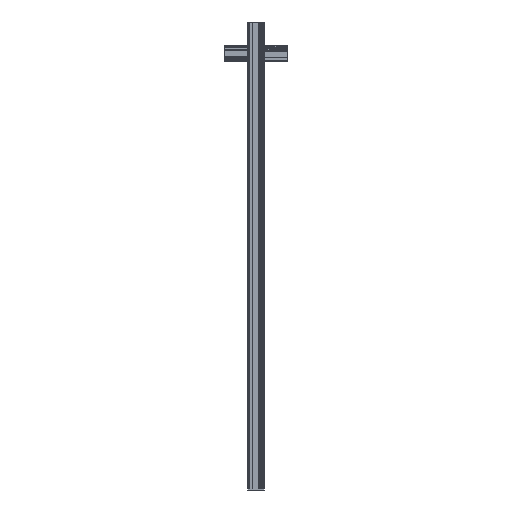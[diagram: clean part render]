
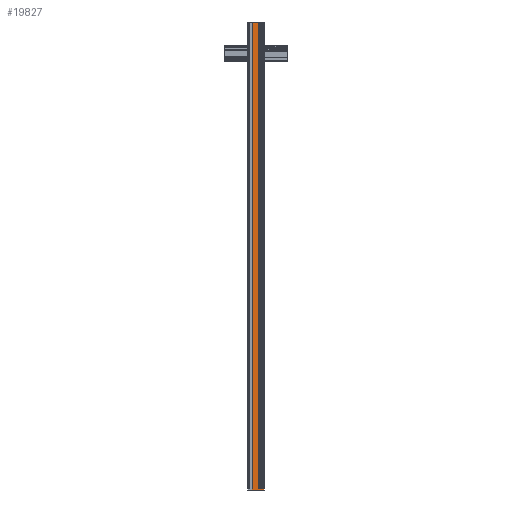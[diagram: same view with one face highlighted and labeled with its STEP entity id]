
A CAD part, left-side view. The second image highlights one B-rep face of the part: STEP entity #19827.
In plain terms, the highlighted planar face has unit normal (-1, 0, 0).
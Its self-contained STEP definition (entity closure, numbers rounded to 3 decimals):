
#663 = ORIENTED_EDGE ( 'NONE', *, *, #23576, .F. ) ;
#2161 = ORIENTED_EDGE ( 'NONE', *, *, #27273, .T. ) ;
#3934 = CARTESIAN_POINT ( 'NONE',  ( -100.083, -8.3, 1500. ) ) ;
#8850 = LINE ( 'NONE', #3934, #41488 ) ;
#11571 = VECTOR ( 'NONE', #46729, 1000. ) ;
#13322 = CARTESIAN_POINT ( 'NONE',  ( -100.083, 28.607, 1500. ) ) ;
#13610 = VERTEX_POINT ( 'NONE', #22684 ) ;
#14144 = CARTESIAN_POINT ( 'NONE',  ( -100.083, 0., 0. ) ) ;
#15733 = VERTEX_POINT ( 'NONE', #36169 ) ;
#19827 = ADVANCED_FACE ( 'NONE', ( #48655 ), #24454, .F. ) ;
#20585 = CARTESIAN_POINT ( 'NONE',  ( -100.083, 28.607, 1500. ) ) ;
#20884 = CARTESIAN_POINT ( 'NONE',  ( -100.083, 0., 1500. ) ) ;
#20948 = LINE ( 'NONE', #20585, #32628 ) ;
#21376 = LINE ( 'NONE', #14144, #11571 ) ;
#21784 = EDGE_LOOP ( 'NONE', ( #2161, #663, #25750, #27247 ) ) ;
#22684 = CARTESIAN_POINT ( 'NONE',  ( -100.083, 28.607, 0. ) ) ;
#23363 = LINE ( 'NONE', #43513, #26420 ) ;
#23462 = DIRECTION ( 'NONE',  ( 0., -1., 0. ) ) ;
#23576 = EDGE_CURVE ( 'NONE', #15733, #36711, #8850, .T. ) ;
#24112 = DIRECTION ( 'NONE',  ( 1., 0., 0. ) ) ;
#24454 = PLANE ( 'NONE',  #43358 ) ;
#25750 = ORIENTED_EDGE ( 'NONE', *, *, #31436, .F. ) ;
#26420 = VECTOR ( 'NONE', #23462, 1000. ) ;
#27247 = ORIENTED_EDGE ( 'NONE', *, *, #41670, .T. ) ;
#27273 = EDGE_CURVE ( 'NONE', #13610, #36711, #21376, .T. ) ;
#29140 = DIRECTION ( 'NONE',  ( 0., 0., -1. ) ) ;
#31436 = EDGE_CURVE ( 'NONE', #45894, #15733, #23363, .T. ) ;
#32228 = DIRECTION ( 'NONE',  ( 0., 1., 0. ) ) ;
#32628 = VECTOR ( 'NONE', #29140, 1000. ) ;
#35329 = DIRECTION ( 'NONE',  ( 0., 0., -1. ) ) ;
#36169 = CARTESIAN_POINT ( 'NONE',  ( -100.083, -8.3, 1500. ) ) ;
#36711 = VERTEX_POINT ( 'NONE', #44116 ) ;
#41488 = VECTOR ( 'NONE', #35329, 1000. ) ;
#41670 = EDGE_CURVE ( 'NONE', #45894, #13610, #20948, .T. ) ;
#43358 = AXIS2_PLACEMENT_3D ( 'NONE', #20884, #24112, #32228 ) ;
#43513 = CARTESIAN_POINT ( 'NONE',  ( -100.083, 0., 1500. ) ) ;
#44116 = CARTESIAN_POINT ( 'NONE',  ( -100.083, -8.3, 0. ) ) ;
#45894 = VERTEX_POINT ( 'NONE', #13322 ) ;
#46729 = DIRECTION ( 'NONE',  ( 0., -1., 0. ) ) ;
#48655 = FACE_OUTER_BOUND ( 'NONE', #21784, .T. ) ;
